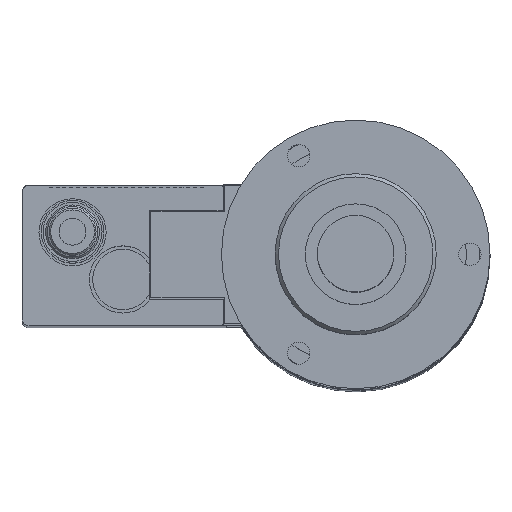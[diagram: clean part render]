
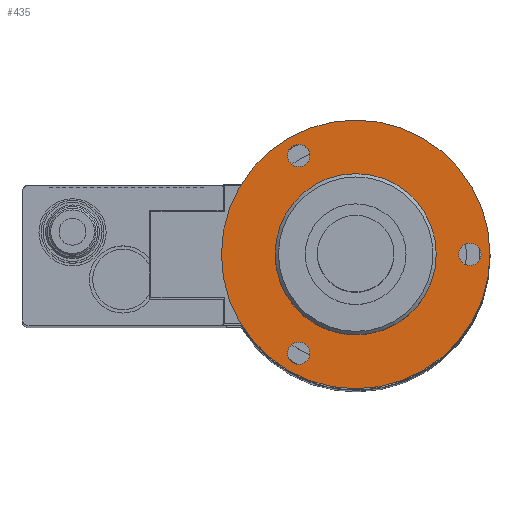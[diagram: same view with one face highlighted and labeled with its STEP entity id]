
A CAD part, top view. The second image highlights one B-rep face of the part: STEP entity #435.
In plain terms, the highlighted face is planar.
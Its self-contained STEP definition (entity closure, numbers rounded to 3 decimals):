
#109=CARTESIAN_POINT('',(-12.,-26.567,15.338));
#110=VERTEX_POINT('',#109);
#111=CARTESIAN_POINT('',(-12.,-29.445,17.));
#112=DIRECTION('',(1.0,0.0,0.0));
#113=DIRECTION('',(0.0,0.866,-0.5));
#114=AXIS2_PLACEMENT_3D('',#111,#112,#113);
#115=CIRCLE('',#114,3.324);
#116=EDGE_CURVE('',#110,#110,#115,.T.);
#158=CARTESIAN_POINT('',(-12.,26.567,15.338));
#159=VERTEX_POINT('',#158);
#160=CARTESIAN_POINT('',(-12.,29.445,17.));
#161=DIRECTION('',(1.,0.0,0.0));
#162=DIRECTION('',(0.0,-0.866,-0.5));
#163=AXIS2_PLACEMENT_3D('',#160,#161,#162);
#164=CIRCLE('',#163,3.324);
#165=EDGE_CURVE('',#159,#159,#164,.T.);
#207=CARTESIAN_POINT('',(-12.,0.0,-30.677));
#208=VERTEX_POINT('',#207);
#209=CARTESIAN_POINT('',(-12.,0.0,-34.0));
#210=DIRECTION('',(1.0,0.0,0.0));
#211=DIRECTION('',(0.0,0.0,1.0));
#212=AXIS2_PLACEMENT_3D('',#209,#210,#211);
#213=CIRCLE('',#212,3.324);
#214=EDGE_CURVE('',#208,#208,#213,.T.);
#380=CARTESIAN_POINT('',(-12.,24.,0.0));
#381=VERTEX_POINT('',#380);
#382=CARTESIAN_POINT('',(-12.,0.0,0.0));
#383=DIRECTION('',(1.0,0.0,0.0));
#384=DIRECTION('',(0.0,1.0,0.0));
#385=AXIS2_PLACEMENT_3D('',#382,#383,#384);
#386=CIRCLE('',#385,24.0);
#387=EDGE_CURVE('',#381,#381,#386,.T.);
#407=CARTESIAN_POINT('',(-12.,32.0,0.0));
#408=DIRECTION('',(-1.0,0.0,0.0));
#409=DIRECTION('',(0.0,0.0,1.0));
#410=AXIS2_PLACEMENT_3D('',#407,#408,#409);
#411=PLANE('',#410);
#412=CARTESIAN_POINT('',(-12.,40.0,0.0));
#413=VERTEX_POINT('',#412);
#414=CARTESIAN_POINT('',(-12.,0.0,0.0));
#415=DIRECTION('',(1.0,0.0,0.0));
#416=DIRECTION('',(0.0,1.0,0.0));
#417=AXIS2_PLACEMENT_3D('',#414,#415,#416);
#418=CIRCLE('',#417,40.0);
#419=EDGE_CURVE('',#413,#413,#418,.T.);
#420=ORIENTED_EDGE('',*,*,#419,.F.);
#421=EDGE_LOOP('',(#420));
#422=FACE_OUTER_BOUND('',#421,.T.);
#423=ORIENTED_EDGE('',*,*,#116,.T.);
#424=EDGE_LOOP('',(#423));
#425=FACE_BOUND('',#424,.T.);
#426=ORIENTED_EDGE('',*,*,#165,.T.);
#427=EDGE_LOOP('',(#426));
#428=FACE_BOUND('',#427,.T.);
#429=ORIENTED_EDGE('',*,*,#214,.T.);
#430=EDGE_LOOP('',(#429));
#431=FACE_BOUND('',#430,.T.);
#432=ORIENTED_EDGE('',*,*,#387,.T.);
#433=EDGE_LOOP('',(#432));
#434=FACE_BOUND('',#433,.T.);
#435=ADVANCED_FACE('',(#422,#425,#428,#431,#434),#411,.T.);
